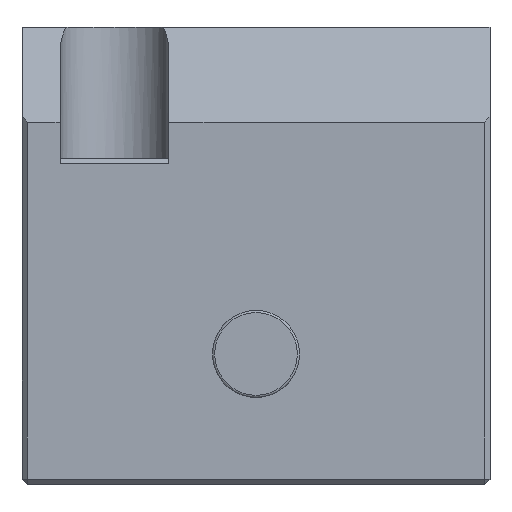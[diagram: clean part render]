
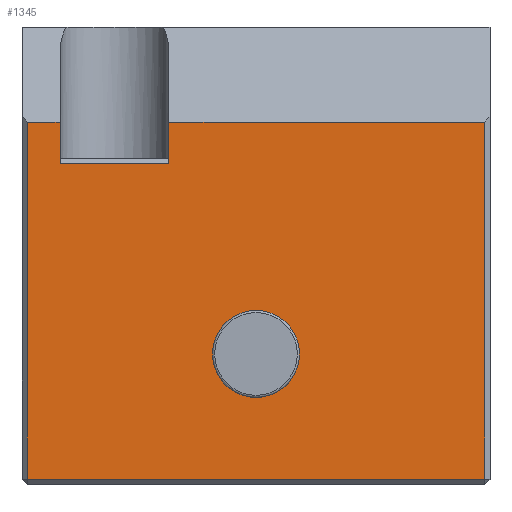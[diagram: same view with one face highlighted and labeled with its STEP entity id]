
A CAD part, front view. The second image highlights one B-rep face of the part: STEP entity #1345.
In plain terms, the highlighted planar face has unit normal (0, -1, 0).
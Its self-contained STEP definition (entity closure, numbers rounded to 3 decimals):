
#59=FACE_BOUND('',#518,.T.);
#107=PLANE('',#1555);
#163=LINE('',#2174,#272);
#175=LINE('',#2206,#284);
#178=LINE('',#2212,#287);
#184=LINE('',#2222,#293);
#187=LINE('',#2229,#296);
#202=LINE('',#2333,#311);
#203=LINE('',#2335,#312);
#208=LINE('',#2352,#317);
#272=VECTOR('',#1727,10.);
#284=VECTOR('',#1759,10.);
#287=VECTOR('',#1766,10.);
#293=VECTOR('',#1776,10.);
#296=VECTOR('',#1785,10.);
#311=VECTOR('',#1870,10.);
#312=VECTOR('',#1873,10.);
#317=VECTOR('',#1896,10.);
#420=FACE_OUTER_BOUND('',#517,.T.);
#517=EDGE_LOOP('',(#1147,#1148,#1149,#1150,#1151,#1152,#1153,#1154));
#518=EDGE_LOOP('',(#1155));
#563=CIRCLE('',#1472,4.);
#629=VERTEX_POINT('',#2070);
#666=VERTEX_POINT('',#2167);
#669=VERTEX_POINT('',#2172);
#675=VERTEX_POINT('',#2192);
#678=VERTEX_POINT('',#2199);
#679=VERTEX_POINT('',#2204);
#682=VERTEX_POINT('',#2220);
#683=VERTEX_POINT('',#2228);
#704=VERTEX_POINT('',#2330);
#749=EDGE_CURVE('',#629,#629,#563,.T.);
#798=EDGE_CURVE('',#669,#666,#163,.T.);
#814=EDGE_CURVE('',#678,#679,#175,.T.);
#817=EDGE_CURVE('',#675,#678,#178,.T.);
#823=EDGE_CURVE('',#682,#675,#184,.T.);
#826=EDGE_CURVE('',#679,#683,#187,.T.);
#859=EDGE_CURVE('',#704,#666,#202,.T.);
#860=EDGE_CURVE('',#669,#683,#203,.T.);
#869=EDGE_CURVE('',#704,#682,#208,.T.);
#1147=ORIENTED_EDGE('',*,*,#860,.T.);
#1148=ORIENTED_EDGE('',*,*,#826,.F.);
#1149=ORIENTED_EDGE('',*,*,#814,.F.);
#1150=ORIENTED_EDGE('',*,*,#817,.F.);
#1151=ORIENTED_EDGE('',*,*,#823,.F.);
#1152=ORIENTED_EDGE('',*,*,#869,.F.);
#1153=ORIENTED_EDGE('',*,*,#859,.T.);
#1154=ORIENTED_EDGE('',*,*,#798,.F.);
#1155=ORIENTED_EDGE('',*,*,#749,.T.);
#1345=ADVANCED_FACE('',(#420,#59),#107,.T.);
#1472=AXIS2_PLACEMENT_3D('',#2072,#1643,#1644);
#1555=AXIS2_PLACEMENT_3D('',#2351,#1894,#1895);
#1643=DIRECTION('center_axis',(0.,1.,0.));
#1644=DIRECTION('ref_axis',(-1.,0.,0.));
#1727=DIRECTION('',(1.,0.,0.));
#1759=DIRECTION('',(0.,0.,1.));
#1766=DIRECTION('',(-1.,0.,0.));
#1776=DIRECTION('',(0.,0.,-1.));
#1785=DIRECTION('',(1.,0.,0.));
#1870=DIRECTION('',(0.,0.,-1.));
#1873=DIRECTION('',(0.,0.,1.));
#1894=DIRECTION('center_axis',(0.,-1.,0.));
#1895=DIRECTION('ref_axis',(0.,0.,-1.));
#1896=DIRECTION('',(1.,0.,0.));
#2070=CARTESIAN_POINT('',(4.,-26.,-9.));
#2072=CARTESIAN_POINT('Origin',(0.,-26.,-9.));
#2167=CARTESIAN_POINT('',(-8.,-26.,8.5));
#2172=CARTESIAN_POINT('',(-18.,-26.,8.5));
#2174=CARTESIAN_POINT('',(4.25,-26.,8.5));
#2192=CARTESIAN_POINT('',(21.,-26.,-20.5));
#2199=CARTESIAN_POINT('',(-21.,-26.,-20.5));
#2204=CARTESIAN_POINT('',(-21.,-26.,12.3));
#2206=CARTESIAN_POINT('',(-21.,-26.,0.));
#2212=CARTESIAN_POINT('',(10.75,-26.,-20.5));
#2220=CARTESIAN_POINT('',(21.,-26.,12.3));
#2222=CARTESIAN_POINT('',(21.,-26.,0.));
#2228=CARTESIAN_POINT('',(-18.,-26.,12.3));
#2229=CARTESIAN_POINT('',(10.75,-26.,12.3));
#2330=CARTESIAN_POINT('',(-8.,-26.,12.3));
#2333=CARTESIAN_POINT('',(-8.,-26.,10.5));
#2335=CARTESIAN_POINT('',(-18.,-26.,10.5));
#2351=CARTESIAN_POINT('Origin',(21.5,-26.,0.));
#2352=CARTESIAN_POINT('',(10.75,-26.,12.3));
